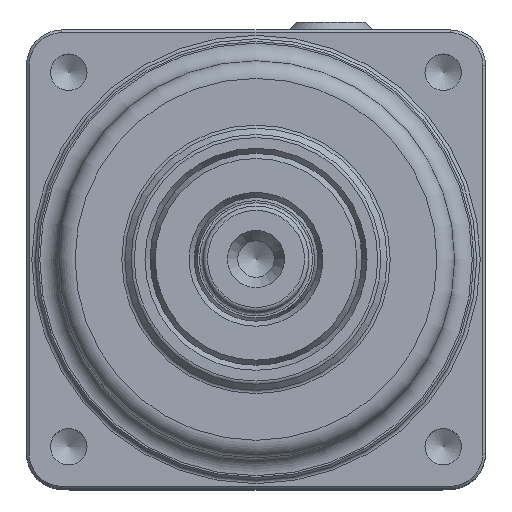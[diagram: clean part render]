
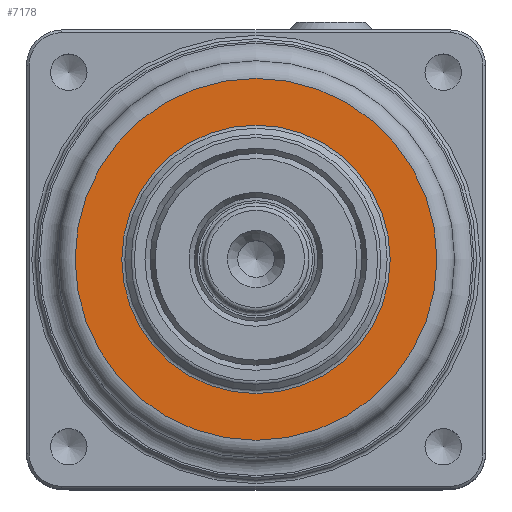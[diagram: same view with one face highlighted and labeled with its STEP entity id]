
A CAD part, top view. The second image highlights one B-rep face of the part: STEP entity #7178.
In plain terms, the highlighted planar face has unit normal (0, 0, 1).
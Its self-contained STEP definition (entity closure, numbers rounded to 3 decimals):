
#7147=CARTESIAN_POINT('',(15.207,0.,35.));
#7148=VERTEX_POINT('',#7147);
#7149=CARTESIAN_POINT('',(0.0,0.0,35.));
#7150=DIRECTION('',(0.0,0.0,1.0));
#7151=DIRECTION('',(-1.0,0.0,0.0));
#7152=AXIS2_PLACEMENT_3D('',#7149,#7150,#7151);
#7153=CIRCLE('',#7152,15.207);
#7154=EDGE_CURVE('',#7148,#7148,#7153,.T.);
#7159=CARTESIAN_POINT('',(0.0,0.0,35.));
#7160=DIRECTION('',(0.0,0.0,-1.0));
#7161=DIRECTION('',(-1.0,0.0,0.0));
#7162=AXIS2_PLACEMENT_3D('',#7159,#7160,#7161);
#7163=PLANE('',#7162);
#7164=CARTESIAN_POINT('',(20.5,0.,35.));
#7165=VERTEX_POINT('',#7164);
#7166=CARTESIAN_POINT('',(0.0,0.0,35.));
#7167=DIRECTION('',(0.0,0.0,-1.0));
#7168=DIRECTION('',(-1.0,0.0,0.0));
#7169=AXIS2_PLACEMENT_3D('',#7166,#7167,#7168);
#7170=CIRCLE('',#7169,20.5);
#7171=EDGE_CURVE('',#7165,#7165,#7170,.T.);
#7172=ORIENTED_EDGE('',*,*,#7171,.F.);
#7173=EDGE_LOOP('',(#7172));
#7174=FACE_OUTER_BOUND('',#7173,.T.);
#7175=ORIENTED_EDGE('',*,*,#7154,.F.);
#7176=EDGE_LOOP('',(#7175));
#7177=FACE_BOUND('',#7176,.T.);
#7178=ADVANCED_FACE('',(#7174,#7177),#7163,.F.);
